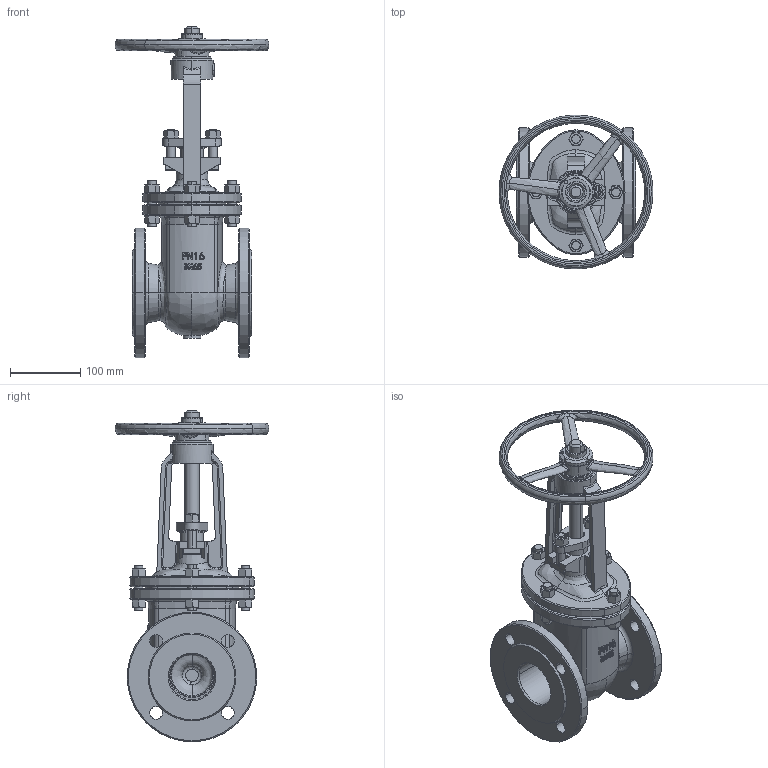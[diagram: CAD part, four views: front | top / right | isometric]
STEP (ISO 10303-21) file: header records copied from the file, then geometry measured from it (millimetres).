
FILE_DESCRIPTION(('HOOPS Exchange Step'),'2;1');
FILE_NAME('AS03_DN65.stp','2025-10-08T10:21:17+02:00',('nieru'),('Unknown organisation'),'HOOPS Exchange 2024.2','HOOPS Exchange','Unknown authorisation');
FILE_SCHEMA( ('AP203_CONFIGURATION_CONTROLLED_3D_DESIGN_OF_MECHANICAL_PARTS_AND_ASSEMBLIES_MIM_LF') );
Length unit declared in the file: millimetre
Products named in the file (6): 0; root
Assembly tree (5 placements, depth 3):
  root
    0
      0
      0
      0
      0
Bounding box: 219.82 x 219.82 x 473.21 mm (x, y, z)
Volume: 2423746.9 mm3; surface area: 574759.3 mm2
Topology: 26 solids, 26 shells, 1170 faces, 2891 edges, 1804 vertices
Faces by surface type: plane 381, cylinder 297, cone 235, bspline 184, torus 65, sphere 8
Entity records: 73054 total; most frequent: CARTESIAN_POINT 47045, ORIENTED_EDGE 5770, DIRECTION 4809, EDGE_CURVE 2885, AXIS2_PLACEMENT_3D 1912, VERTEX_POINT 1804, EDGE_LOOP 1295, FACE_BOUND 1295
